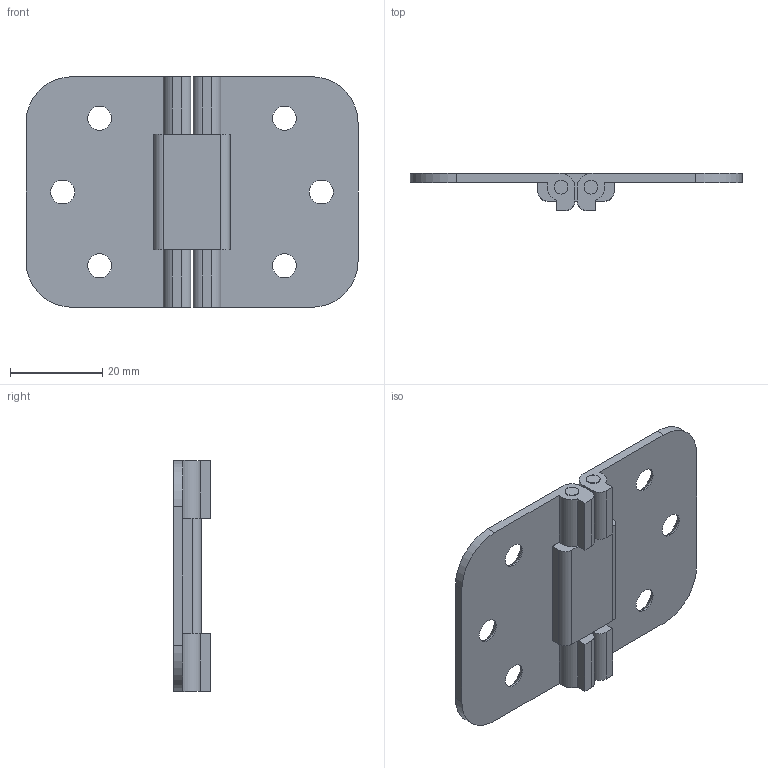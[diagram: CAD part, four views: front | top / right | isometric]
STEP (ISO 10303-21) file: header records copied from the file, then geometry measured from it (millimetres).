
FILE_DESCRIPTION (( 'STEP AP203' ), '1' );
FILE_NAME ('B-213-1A-Cr.STEP', '2010-02-25T04:55:50', ( ' ' ), ( ' ' ), 'SwSTEP 2.0', 'SolidWorks 2007', '' );
FILE_SCHEMA (( 'CONFIG_CONTROL_DESIGN' ));
Length unit declared in the file: millimetre
Products named in the file (4): B-213-1A-Cr; B-213-1A-Cr僔儍僼僩__棉太倌; B-213-1A-Cr僸儞僕__棉太倌; B-213-1A-Cr僗僩僢僷乕__棉太倌
Assembly tree (5 placements, depth 2):
  B-213-1A-Cr
    B-213-1A-Cr僸儞僕__棉太倌  x2
    B-213-1A-Cr僗僩僢僷乕__棉太倌
    B-213-1A-Cr僔儍僼僩__棉太倌  x2
Bounding box: 72 x 8 x 50.3 mm (x, y, z)
Volume: 9413.7 mm3; surface area: 10621.8 mm2
Topology: 5 solids, 5 shells, 104 faces, 268 edges, 174 vertices
Faces by surface type: cylinder 46, plane 46, cone 12
Entity records: 2347 total; most frequent: DIRECTION 349, CARTESIAN_POINT 324, ORIENTED_EDGE 310, EDGE_CURVE 155, AXIS2_PLACEMENT_3D 126, VERTEX_POINT 101, LINE 97, VECTOR 97
